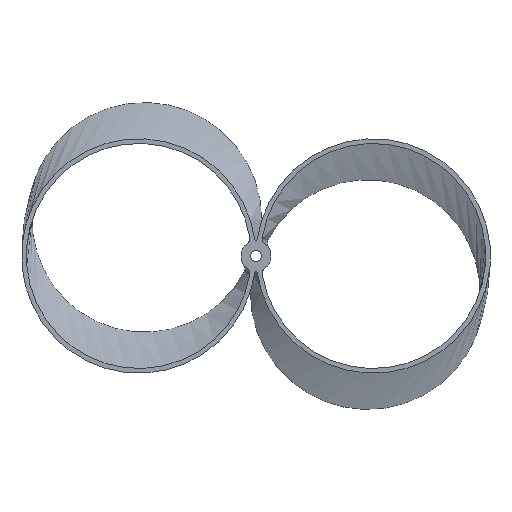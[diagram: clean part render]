
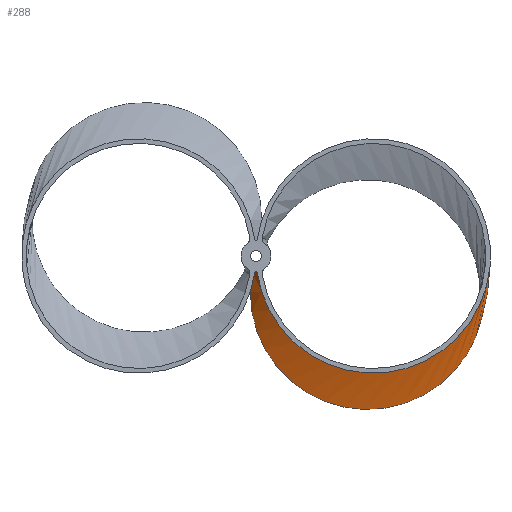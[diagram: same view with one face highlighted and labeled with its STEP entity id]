
A CAD part, top view. The second image highlights one B-rep face of the part: STEP entity #288.
In plain terms, the highlighted free-form (B-spline) face has degree [3, 2] with [7, 3] control points.
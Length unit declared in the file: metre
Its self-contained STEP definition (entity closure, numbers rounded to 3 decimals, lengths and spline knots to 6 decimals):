
#39=B_SPLINE_CURVE_WITH_KNOTS('',3,(#575,#576,#577,#578),.UNSPECIFIED.,
 .F.,.F.,(4,4),(0.,0.005449),.UNSPECIFIED.);
#40=B_SPLINE_CURVE_WITH_KNOTS('',3,(#579,#580,#581,#582),.UNSPECIFIED.,
 .F.,.F.,(4,4),(0.000001,0.005451),.UNSPECIFIED.);
#89=ORIENTED_EDGE('',*,*,#163,.T.);
#90=ORIENTED_EDGE('',*,*,#171,.T.);
#91=ORIENTED_EDGE('',*,*,#147,.F.);
#92=ORIENTED_EDGE('',*,*,#172,.T.);
#147=EDGE_CURVE('',#190,#187,#213,.F.);
#163=EDGE_CURVE('',#200,#203,#219,.F.);
#171=EDGE_CURVE('',#203,#187,#39,.T.);
#172=EDGE_CURVE('',#190,#200,#40,.T.);
#187=VERTEX_POINT('',#448);
#190=VERTEX_POINT('',#463);
#200=VERTEX_POINT('',#511);
#203=VERTEX_POINT('',#526);
#213=CIRCLE('',#318,0.05);
#219=CIRCLE('',#325,0.05);
#234=EDGE_LOOP('',(#89,#90,#91,#92));
#258=FACE_BOUND('',#234,.T.);
#273=(
BOUNDED_SURFACE()
B_SPLINE_SURFACE(3,2,((#554,#555,#556),(#557,#558,#559),(#560,#561,#562),
(#563,#564,#565),(#566,#567,#568),(#569,#570,#571),(#572,#573,#574)),
 .UNSPECIFIED.,.F.,.F.,.F.)
B_SPLINE_SURFACE_WITH_KNOTS((4,3,4),(3,3),(0.,0.5,1.),(0.,0.399157),
 .PIECEWISE_BEZIER_KNOTS.)
GEOMETRIC_REPRESENTATION_ITEM()
RATIONAL_B_SPLINE_SURFACE(((1.,0.985,0.994),(0.376,
0.37,0.374),(0.376,0.37,0.374),
(1.,0.985,0.994),(0.376,0.37,0.374),
(0.376,0.37,0.374),(1.,0.985,0.994)))
REPRESENTATION_ITEM('')
SURFACE()
);
#288=ADVANCED_FACE('',(#258),#273,.T.);
#318=AXIS2_PLACEMENT_3D('',#464,#344,#345);
#325=AXIS2_PLACEMENT_3D('',#527,#358,#359);
#344=DIRECTION('',(0.,0.,1.));
#345=DIRECTION('',(0.951,-0.309,0.));
#358=DIRECTION('',(0.,0.,1.));
#359=DIRECTION('',(1.,0.,0.));
#448=CARTESIAN_POINT('',(-0.001676,-0.00671,-0.000001));
#463=CARTESIAN_POINT('',(0.002585,0.006414,-0.000001));
#464=CARTESIAN_POINT('',(0.047553,-0.015451,0.));
#511=CARTESIAN_POINT('',(0.000478,0.006899,0.005));
#526=CARTESIAN_POINT('',(0.000478,-0.006899,0.005));
#527=CARTESIAN_POINT('',(0.05,0.,0.005));
#554=CARTESIAN_POINT('',(0.00041,0.006387,0.005));
#555=CARTESIAN_POINT('',(0.00142,0.006322,0.002515));
#556=CARTESIAN_POINT('',(0.002361,0.005949,-0.000001));
#557=CARTESIAN_POINT('',(0.011711,0.094133,0.005));
#558=CARTESIAN_POINT('',(0.0266,0.092281,0.002515));
#559=CARTESIAN_POINT('',(0.04019,0.085924,-0.000001));
#560=CARTESIAN_POINT('',(0.1,0.088471,0.005));
#561=CARTESIAN_POINT('',(0.113993,0.072654,0.002515));
#562=CARTESIAN_POINT('',(0.122422,0.05329,-0.000001));
#563=CARTESIAN_POINT('',(0.1,0.,0.005));
#564=CARTESIAN_POINT('',(0.1,-0.015817,0.002515));
#565=CARTESIAN_POINT('',(0.095119,-0.030862,-0.000001));
#566=CARTESIAN_POINT('',(0.1,-0.088471,0.005));
#567=CARTESIAN_POINT('',(0.086007,-0.104288,0.002515));
#568=CARTESIAN_POINT('',(0.067815,-0.115014,-0.000001));
#569=CARTESIAN_POINT('',(0.011711,-0.094133,0.005));
#570=CARTESIAN_POINT('',(-0.003178,-0.095985,0.002515));
#571=CARTESIAN_POINT('',(-0.017912,-0.093152,-0.000001));
#572=CARTESIAN_POINT('',(0.00041,-0.006387,0.005));
#573=CARTESIAN_POINT('',(-0.000601,-0.006452,0.002515));
#574=CARTESIAN_POINT('',(-0.001582,-0.006202,-0.000001));
#575=CARTESIAN_POINT('',(0.000478,-0.006899,0.005));
#576=CARTESIAN_POINT('',(-0.000252,-0.00695,0.003338));
#577=CARTESIAN_POINT('',(-0.000971,-0.006885,0.001667));
#578=CARTESIAN_POINT('',(-0.001674,-0.00671,0.));
#579=CARTESIAN_POINT('',(0.002584,0.006415,0.));
#580=CARTESIAN_POINT('',(0.001912,0.006685,0.001667));
#581=CARTESIAN_POINT('',(0.001208,0.006848,0.003337));
#582=CARTESIAN_POINT('',(0.000478,0.006899,0.005));
